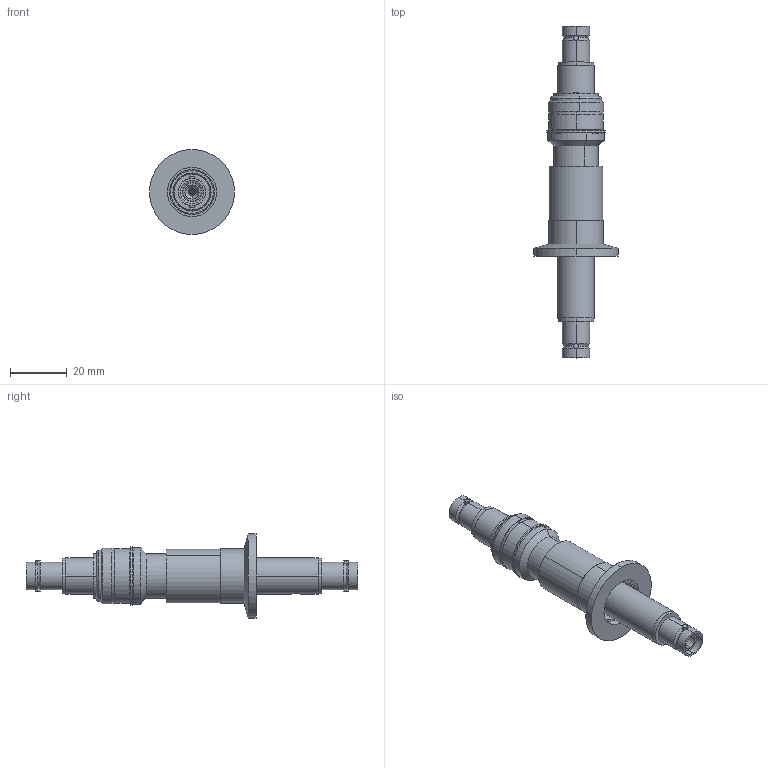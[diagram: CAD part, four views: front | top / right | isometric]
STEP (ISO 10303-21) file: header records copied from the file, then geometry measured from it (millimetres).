
FILE_DESCRIPTION (( 'STEP AP203' ), '1' );
FILE_NAME ('A0480-3-QF.STEP', '2013-11-08T18:00:29', ( '' ), ( '' ), 'SwSTEP 2.0', 'SolidWorks 2012', '' );
FILE_SCHEMA (( 'CONFIG_CONTROL_DESIGN' ));
Length unit declared in the file: inch
Products named in the file (1): A0480-3-QF
Bounding box: 29.97 x 117.09 x 29.97 mm (x, y, z)
Volume: 13677 mm3; surface area: 24530.2 mm2
Topology: 18 solids, 18 shells, 372 faces, 816 edges, 498 vertices
Faces by surface type: cylinder 174, plane 90, cone 84, torus 24
Entity records: 10725 total; most frequent: CARTESIAN_POINT 2189, DIRECTION 1936, ORIENTED_EDGE 1632, EDGE_CURVE 816, AXIS2_PLACEMENT_3D 811, VERTEX_POINT 498, CIRCLE 438, EDGE_LOOP 426
